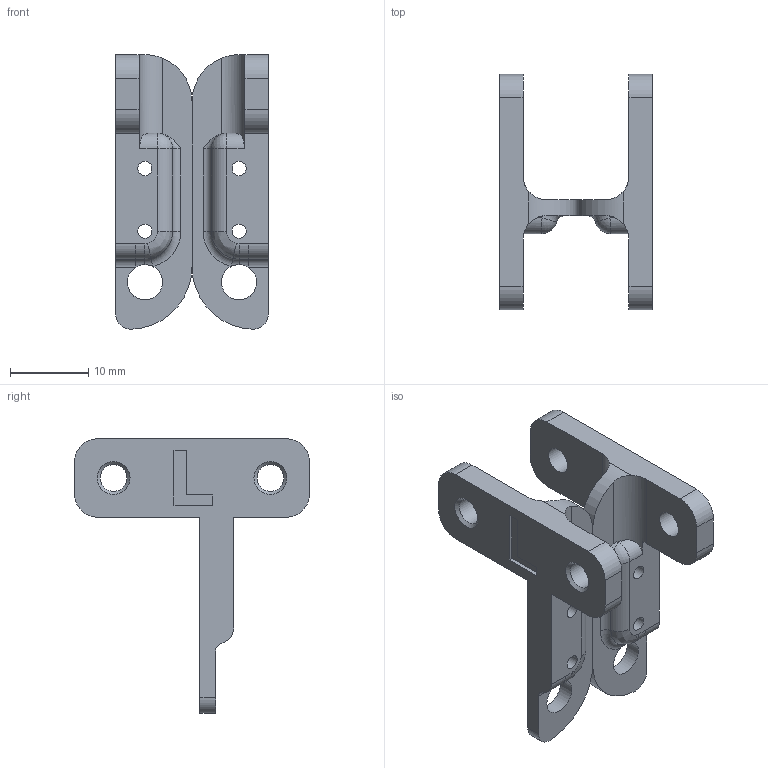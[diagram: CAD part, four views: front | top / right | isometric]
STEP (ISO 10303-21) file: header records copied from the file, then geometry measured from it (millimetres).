
FILE_DESCRIPTION(/* description */ ('','CAx-IF Rec.Pracs.---Representation and Presentation of Product Manufacturing Information (PMI)---4.0---2014-10-13'),/* implementation_level */ '2;1');
FILE_NAME(/* name */ 'servo_horn_flat.step',/* time_stamp */ '2024-12-15T12:35:42-05:00',/* author */ (''),/* organization */ (''),/* preprocessor_version */ 'ST-DEVELOPER v20',/* originating_system */ 'Autodesk Translation Framework v13.20.0.188',/* authorisation */ '');
FILE_SCHEMA (('AP242_MANAGED_MODEL_BASED_3D_ENGINEERING_MIM_LF { 1 0 10303 442 1 1 4 }'));
Length unit declared in the file: millimetre
Products named in the file (3): Servo Horn Flat; Component1; Component1(Mirror)
Assembly tree (2 placements, depth 2):
  Servo Horn Flat
    Component1
    Component1(Mirror)
Bounding box: 19.5 x 30 x 34.99 mm (x, y, z)
Volume: 3240.6 mm3; surface area: 3221.1 mm2
Topology: 2 solids, 2 shells, 125 faces, 338 edges, 218 vertices
Faces by surface type: plane 45, cylinder 42, bspline 26, torus 6, cone 4, sphere 2
Full cylindrical faces by diameter (mm): 1.8 x4, 3.4 x4, 4.5 x2
Entity records: 4420 total; most frequent: CARTESIAN_POINT 1272, ORIENTED_EDGE 676, DIRECTION 576, EDGE_CURVE 338, VERTEX_POINT 218, AXIS2_PLACEMENT_3D 200, LINE 176, VECTOR 176
